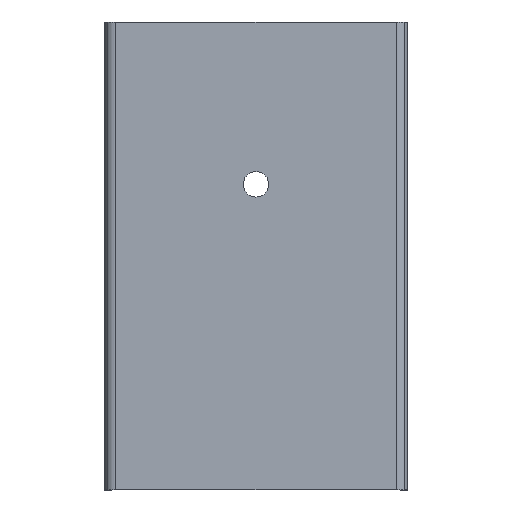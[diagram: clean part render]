
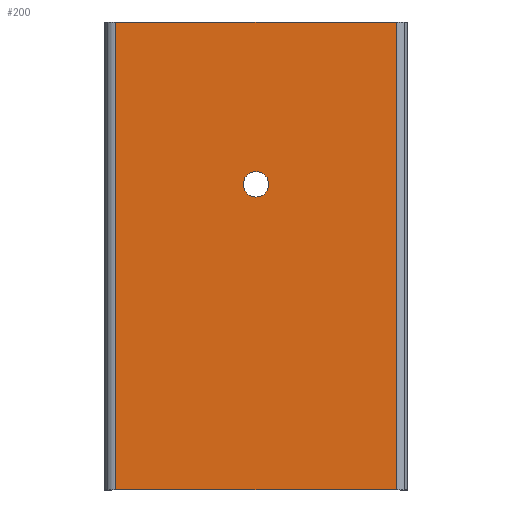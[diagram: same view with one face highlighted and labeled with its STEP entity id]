
A CAD part, top view. The second image highlights one B-rep face of the part: STEP entity #200.
In plain terms, the highlighted planar face has unit normal (0, 0, 1).
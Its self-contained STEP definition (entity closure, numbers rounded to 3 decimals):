
#22 = DIRECTION ( 'NONE',  ( -1., 0., 0. ) ) ;
#36 = FACE_OUTER_BOUND ( 'NONE', #696, .T. ) ;
#55 = DIRECTION ( 'NONE',  ( 0., 0., -1. ) ) ;
#58 = ORIENTED_EDGE ( 'NONE', *, *, #800, .T. ) ;
#69 = ORIENTED_EDGE ( 'NONE', *, *, #313, .T. ) ;
#98 = CARTESIAN_POINT ( 'NONE',  ( -112.195, -357.113, 38.617 ) ) ;
#99 = VECTOR ( 'NONE', #22, 1000. ) ;
#137 = VERTEX_POINT ( 'NONE', #205 ) ;
#163 = VECTOR ( 'NONE', #316, 1000. ) ;
#174 = VERTEX_POINT ( 'NONE', #209 ) ;
#200 = ADVANCED_FACE ( 'NONE', ( #383, #36 ), #465, .T. ) ;
#205 = CARTESIAN_POINT ( 'NONE',  ( -111.707, -357.113, 38.617 ) ) ;
#209 = CARTESIAN_POINT ( 'NONE',  ( -138.695, -385.788, 38.617 ) ) ;
#214 = CIRCLE ( 'NONE', #859, 2.25 ) ;
#227 = CARTESIAN_POINT ( 'NONE',  ( -111.707, -357.113, 38.617 ) ) ;
#254 = EDGE_LOOP ( 'NONE', ( #605, #58 ) ) ;
#261 = ORIENTED_EDGE ( 'NONE', *, *, #1138, .F. ) ;
#267 = ORIENTED_EDGE ( 'NONE', *, *, #643, .F. ) ;
#273 = DIRECTION ( 'NONE',  ( 0., 1., 0. ) ) ;
#313 = EDGE_CURVE ( 'NONE', #791, #765, #493, .T. ) ;
#316 = DIRECTION ( 'NONE',  ( 0., -1., 0. ) ) ;
#328 = DIRECTION ( 'NONE',  ( 0., 0., -1. ) ) ;
#346 = VERTEX_POINT ( 'NONE', #677 ) ;
#347 = ORIENTED_EDGE ( 'NONE', *, *, #694, .T. ) ;
#377 = VECTOR ( 'NONE', #401, 1000. ) ;
#383 = FACE_BOUND ( 'NONE', #254, .T. ) ;
#386 = CARTESIAN_POINT ( 'NONE',  ( -161.183, -439.713, 38.617 ) ) ;
#392 = AXIS2_PLACEMENT_3D ( 'NONE', #1125, #328, #419 ) ;
#401 = DIRECTION ( 'NONE',  ( 1., 0., 0. ) ) ;
#404 = LINE ( 'NONE', #227, #163 ) ;
#405 = CARTESIAN_POINT ( 'NONE',  ( -136.445, -385.788, 38.617 ) ) ;
#419 = DIRECTION ( 'NONE',  ( 1., 0., 0. ) ) ;
#465 = PLANE ( 'NONE',  #795 ) ;
#493 = LINE ( 'NONE', #1013, #377 ) ;
#551 = CARTESIAN_POINT ( 'NONE',  ( -161.183, -357.113, 38.617 ) ) ;
#564 = DIRECTION ( 'NONE',  ( 1., 0., 0. ) ) ;
#571 = EDGE_CURVE ( 'NONE', #346, #174, #600, .T. ) ;
#600 = CIRCLE ( 'NONE', #392, 2.25 ) ;
#605 = ORIENTED_EDGE ( 'NONE', *, *, #571, .T. ) ;
#617 = VERTEX_POINT ( 'NONE', #551 ) ;
#643 = EDGE_CURVE ( 'NONE', #791, #617, #911, .T. ) ;
#677 = CARTESIAN_POINT ( 'NONE',  ( -134.195, -385.788, 38.617 ) ) ;
#694 = EDGE_CURVE ( 'NONE', #137, #617, #984, .T. ) ;
#696 = EDGE_LOOP ( 'NONE', ( #261, #347, #267, #69 ) ) ;
#765 = VERTEX_POINT ( 'NONE', #920 ) ;
#791 = VERTEX_POINT ( 'NONE', #386 ) ;
#795 = AXIS2_PLACEMENT_3D ( 'NONE', #1014, #1008, #564 ) ;
#800 = EDGE_CURVE ( 'NONE', #174, #346, #214, .T. ) ;
#825 = DIRECTION ( 'NONE',  ( 1., 0., 0. ) ) ;
#859 = AXIS2_PLACEMENT_3D ( 'NONE', #405, #55, #825 ) ;
#911 = LINE ( 'NONE', #1069, #977 ) ;
#920 = CARTESIAN_POINT ( 'NONE',  ( -111.707, -439.713, 38.617 ) ) ;
#977 = VECTOR ( 'NONE', #273, 1000. ) ;
#984 = LINE ( 'NONE', #98, #99 ) ;
#1008 = DIRECTION ( 'NONE',  ( 0., 0., 1. ) ) ;
#1013 = CARTESIAN_POINT ( 'NONE',  ( -112.195, -439.713, 38.617 ) ) ;
#1014 = CARTESIAN_POINT ( 'NONE',  ( -160.695, -357.113, 38.617 ) ) ;
#1069 = CARTESIAN_POINT ( 'NONE',  ( -161.183, -357.113, 38.617 ) ) ;
#1125 = CARTESIAN_POINT ( 'NONE',  ( -136.445, -385.788, 38.617 ) ) ;
#1138 = EDGE_CURVE ( 'NONE', #137, #765, #404, .T. ) ;
